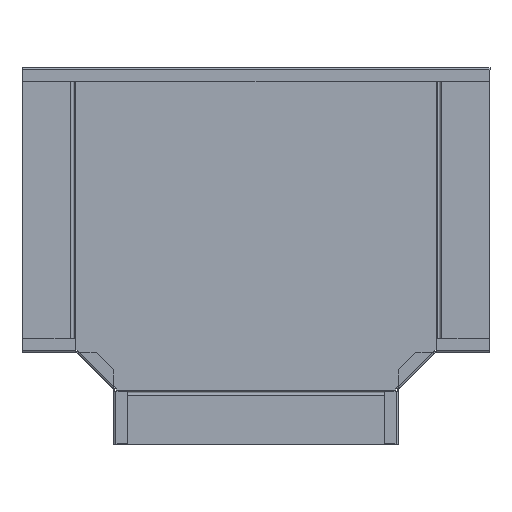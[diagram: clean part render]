
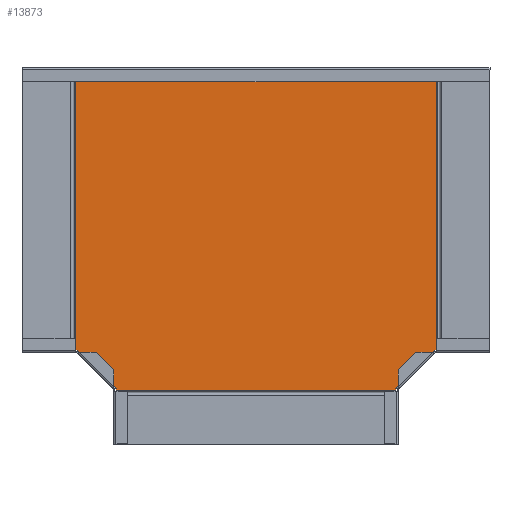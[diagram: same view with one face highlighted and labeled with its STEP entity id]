
A CAD part, top view. The second image highlights one B-rep face of the part: STEP entity #13873.
In plain terms, the highlighted planar face has unit normal (0, 0, 1).
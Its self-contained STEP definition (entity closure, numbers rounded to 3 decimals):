
#13199=DIRECTION('',(0.,1.,0.));
#13200=VECTOR('',#13199,1.972);
#13201=CARTESIAN_POINT('',(149.25,57.328,0.));
#13202=LINE('',#13201,#13200);
#13203=DIRECTION('',(0.,-1.,0.));
#13204=VECTOR('',#13203,1.972);
#13205=CARTESIAN_POINT('',(-149.25,59.3,0.));
#13206=LINE('',#13205,#13204);
#13207=DIRECTION('',(0.707,-0.707,0.));
#13208=VECTOR('',#13207,58.053);
#13209=CARTESIAN_POINT('',(-190.3,100.35,0.));
#13210=LINE('',#13209,#13208);
#13211=DIRECTION('',(1.,0.,0.));
#13212=VECTOR('',#13211,1.972);
#13213=CARTESIAN_POINT('',(-192.272,100.35,0.));
#13214=LINE('',#13213,#13212);
#13215=DIRECTION('',(1.,0.,0.));
#13216=VECTOR('',#13215,1.972);
#13217=CARTESIAN_POINT('',(190.3,100.35,0.));
#13218=LINE('',#13217,#13216);
#13219=DIRECTION('',(0.707,0.707,0.));
#13220=VECTOR('',#13219,58.053);
#13221=CARTESIAN_POINT('',(149.25,59.3,0.));
#13222=LINE('',#13221,#13220);
#13223=DIRECTION('',(-1.,0.,0.));
#13224=VECTOR('',#13223,298.5);
#13225=CARTESIAN_POINT('',(149.25,57.328,0.));
#13226=LINE('',#13225,#13224);
#13389=DIRECTION('',(1.,0.,0.));
#13390=VECTOR('',#13389,384.543);
#13391=CARTESIAN_POINT('',(-192.272,398.85,0.));
#13392=LINE('',#13391,#13390);
#13410=DIRECTION('',(0.,1.,0.));
#13411=VECTOR('',#13410,298.5);
#13412=CARTESIAN_POINT('',(-192.272,100.35,0.));
#13413=LINE('',#13412,#13411);
#13469=DIRECTION('',(0.,-1.,0.));
#13470=VECTOR('',#13469,298.5);
#13471=CARTESIAN_POINT('',(192.272,398.85,0.));
#13472=LINE('',#13471,#13470);
#13543=CARTESIAN_POINT('',(-190.3,100.35,0.));
#13544=VERTEX_POINT('',#13543);
#13545=CARTESIAN_POINT('',(-192.272,100.35,0.));
#13546=VERTEX_POINT('',#13545);
#13551=CARTESIAN_POINT('',(-192.272,398.85,0.));
#13552=CARTESIAN_POINT('',(192.272,398.85,0.));
#13553=VERTEX_POINT('',#13551);
#13554=VERTEX_POINT('',#13552);
#13579=CARTESIAN_POINT('',(-149.25,59.3,0.));
#13580=VERTEX_POINT('',#13579);
#13586=CARTESIAN_POINT('',(149.25,59.3,0.));
#13588=VERTEX_POINT('',#13586);
#13596=CARTESIAN_POINT('',(-149.25,57.328,0.));
#13598=VERTEX_POINT('',#13596);
#13599=CARTESIAN_POINT('',(149.25,57.328,0.));
#13600=VERTEX_POINT('',#13599);
#13605=CARTESIAN_POINT('',(192.272,100.35,0.));
#13606=VERTEX_POINT('',#13605);
#13641=CARTESIAN_POINT('',(190.3,100.35,0.));
#13642=VERTEX_POINT('',#13641);
#13849=CARTESIAN_POINT('',(-149.25,50.2,0.));
#13850=DIRECTION('',(0.,0.,1.));
#13851=DIRECTION('',(1.,0.,0.));
#13852=AXIS2_PLACEMENT_3D('',#13849,#13850,#13851);
#13853=PLANE('',#13852);
#13854=ORIENTED_EDGE('',*,*,#13679,.F.);
#13856=ORIENTED_EDGE('',*,*,#13855,.T.);
#13857=ORIENTED_EDGE('',*,*,#13734,.F.);
#13859=ORIENTED_EDGE('',*,*,#13858,.F.);
#13861=ORIENTED_EDGE('',*,*,#13860,.F.);
#13863=ORIENTED_EDGE('',*,*,#13862,.T.);
#13865=ORIENTED_EDGE('',*,*,#13864,.T.);
#13867=ORIENTED_EDGE('',*,*,#13866,.T.);
#13869=ORIENTED_EDGE('',*,*,#13868,.F.);
#13870=ORIENTED_EDGE('',*,*,#13840,.F.);
#13871=EDGE_LOOP('',(#13854,#13856,#13857,#13859,#13861,#13863,#13865,#13867,
#13869,#13870));
#13872=FACE_OUTER_BOUND('',#13871,.F.);
#13873=ADVANCED_FACE('',(#13872),#13853,.T.);
#13679=EDGE_CURVE('',#13600,#13588,#13202,.T.);
#13734=EDGE_CURVE('',#13580,#13598,#13206,.T.);
#13840=EDGE_CURVE('',#13588,#13642,#13222,.T.);
#13855=EDGE_CURVE('',#13600,#13598,#13226,.T.);
#13858=EDGE_CURVE('',#13544,#13580,#13210,.T.);
#13860=EDGE_CURVE('',#13546,#13544,#13214,.T.);
#13862=EDGE_CURVE('',#13546,#13553,#13413,.T.);
#13864=EDGE_CURVE('',#13553,#13554,#13392,.T.);
#13866=EDGE_CURVE('',#13554,#13606,#13472,.T.);
#13868=EDGE_CURVE('',#13642,#13606,#13218,.T.);
